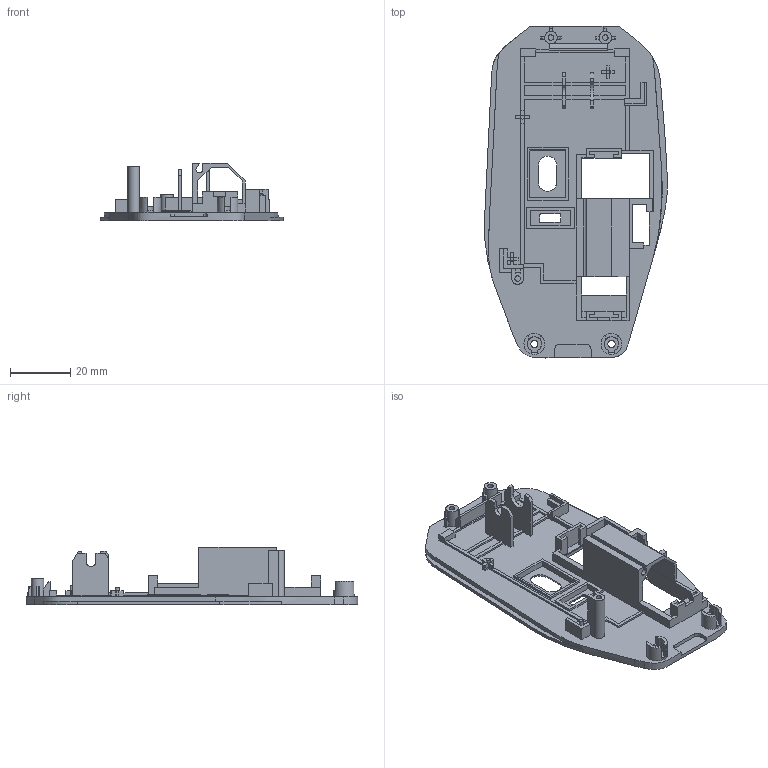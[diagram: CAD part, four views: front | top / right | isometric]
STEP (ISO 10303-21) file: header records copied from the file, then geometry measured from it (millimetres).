
FILE_DESCRIPTION(/* description */ ('STEP AP242','CAx-IF Rec.Pracs.---Representation and Presentation of Product Manufacturing Information (PMI)---4.0---2014-10-13','CAx-IF Rec.Pracs.---3D Tessellated Geometry---0.4---2014-09-14','2;1'),/* implementation_level */ '2;1');
FILE_NAME(/* name */ '68753fc19a278a3e328669d5',/* time_stamp */ '2025-07-14T17:34:58Z',/* author */ (''),/* organization */ (''),/* preprocessor_version */ 'ST-DEVELOPER v20',/* originating_system */ 'ONSHAPE BY PTC INC, 1.200',/* authorisation */ ' ');
FILE_SCHEMA (('AP242_MANAGED_MODEL_BASED_3D_ENGINEERING_MIM_LF { 1 0 10303 442 1 1 4 }'));
Length unit declared in the file: metre
Products named in the file (1): Document
Bounding box: 60.97 x 110.65 x 19.1 mm (x, y, z)
Volume: 16057 mm3; surface area: 17840.9 mm2
Topology: 1 solids, 1 shells, 454 faces, 1295 edges, 862 vertices
Faces by surface type: plane 352, cylinder 58, bspline 43, cone 1
Full cylindrical faces by diameter (mm): 1.267 x3, 1.824 x3, 1.85 x2, 2.4 x2, 3.8 x2, 4.2 x2, 6.95 x2
Entity records: 16221 total; most frequent: CARTESIAN_POINT 4627, ORIENTED_EDGE 2544, DIRECTION 2137, EDGE_CURVE 1272, LINE 1021, VECTOR 1021, VERTEX_POINT 856, AXIS2_PLACEMENT_3D 558
